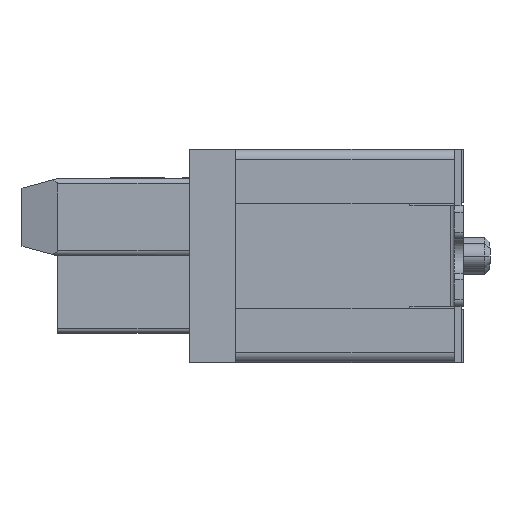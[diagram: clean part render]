
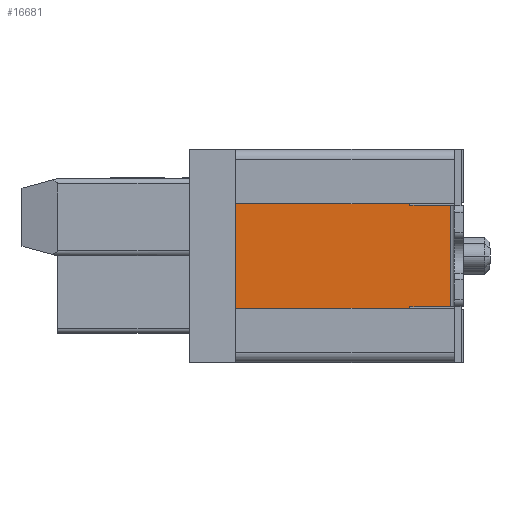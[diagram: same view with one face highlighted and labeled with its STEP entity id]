
A CAD part, left-side view. The second image highlights one B-rep face of the part: STEP entity #16681.
In plain terms, the highlighted planar face has unit normal (-1, 0, 0).
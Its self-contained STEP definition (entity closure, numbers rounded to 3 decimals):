
#731=DIRECTION('',(0.,-1.,0.));
#732=VECTOR('',#731,4.75);
#733=CARTESIAN_POINT('',(-7.15,6.2,-2.3));
#734=LINE('',#733,#732);
#819=DIRECTION('',(0.,0.,1.));
#820=VECTOR('',#819,0.875);
#821=CARTESIAN_POINT('',(-7.15,1.45,1.425));
#822=LINE('',#821,#820);
#823=DIRECTION('',(0.,1.,0.));
#824=VECTOR('',#823,1.15);
#825=CARTESIAN_POINT('',(-7.15,0.3,1.425));
#826=LINE('',#825,#824);
#827=DIRECTION('',(0.,-1.,0.));
#828=VECTOR('',#827,1.15);
#829=CARTESIAN_POINT('',(-7.15,1.45,-1.425));
#830=LINE('',#829,#828);
#831=DIRECTION('',(0.,0.,1.));
#832=VECTOR('',#831,0.875);
#833=CARTESIAN_POINT('',(-7.15,1.45,-2.3));
#834=LINE('',#833,#832);
#835=DIRECTION('',(0.,-1.,0.));
#836=VECTOR('',#835,0.15);
#837=CARTESIAN_POINT('',(-7.15,6.35,-2.3));
#838=LINE('',#837,#836);
#839=DIRECTION('',(0.,0.,-1.));
#840=VECTOR('',#839,4.6);
#841=CARTESIAN_POINT('',(-7.15,6.35,2.3));
#842=LINE('',#841,#840);
#843=DIRECTION('',(0.,1.,0.));
#844=VECTOR('',#843,0.15);
#845=CARTESIAN_POINT('',(-7.15,6.2,2.3));
#846=LINE('',#845,#844);
#851=DIRECTION('',(0.,1.,0.));
#852=VECTOR('',#851,4.75);
#853=CARTESIAN_POINT('',(-7.15,1.45,2.3));
#854=LINE('',#853,#852);
#871=DIRECTION('',(0.,0.,-1.));
#872=VECTOR('',#871,2.85);
#873=CARTESIAN_POINT('',(-7.15,0.3,1.425));
#874=LINE('',#873,#872);
#12165=CARTESIAN_POINT('',(-7.15,6.35,2.3));
#12167=VERTEX_POINT('',#12165);
#12179=CARTESIAN_POINT('',(-7.15,0.3,1.425));
#12180=CARTESIAN_POINT('',(-7.15,1.45,1.425));
#12181=VERTEX_POINT('',#12179);
#12182=VERTEX_POINT('',#12180);
#12215=CARTESIAN_POINT('',(-7.15,0.3,-1.425));
#12216=VERTEX_POINT('',#12215);
#12217=CARTESIAN_POINT('',(-7.15,1.45,-1.425));
#12218=VERTEX_POINT('',#12217);
#12219=CARTESIAN_POINT('',(-7.15,6.35,-2.3));
#12220=VERTEX_POINT('',#12219);
#15002=CARTESIAN_POINT('',(-7.15,6.2,2.3));
#15003=VERTEX_POINT('',#15002);
#15004=CARTESIAN_POINT('',(-7.15,1.45,2.3));
#15005=VERTEX_POINT('',#15004);
#15006=CARTESIAN_POINT('',(-7.15,6.2,-2.3));
#15007=VERTEX_POINT('',#15006);
#15008=CARTESIAN_POINT('',(-7.15,1.45,-2.3));
#15009=VERTEX_POINT('',#15008);
#16661=CARTESIAN_POINT('',(-7.15,3.325,0.));
#16662=DIRECTION('',(1.,0.,0.));
#16663=DIRECTION('',(0.,1.,0.));
#16664=AXIS2_PLACEMENT_3D('',#16661,#16662,#16663);
#16665=PLANE('',#16664);
#16667=ORIENTED_EDGE('',*,*,#16666,.F.);
#16668=ORIENTED_EDGE('',*,*,#16407,.F.);
#16669=ORIENTED_EDGE('',*,*,#16430,.F.);
#16671=ORIENTED_EDGE('',*,*,#16670,.T.);
#16672=ORIENTED_EDGE('',*,*,#16458,.F.);
#16673=ORIENTED_EDGE('',*,*,#16480,.F.);
#16674=ORIENTED_EDGE('',*,*,#16499,.F.);
#16675=ORIENTED_EDGE('',*,*,#16599,.F.);
#16677=ORIENTED_EDGE('',*,*,#16676,.F.);
#16678=ORIENTED_EDGE('',*,*,#16653,.F.);
#16679=EDGE_LOOP('',(#16667,#16668,#16669,#16671,#16672,#16673,#16674,#16675,
#16677,#16678));
#16680=FACE_OUTER_BOUND('',#16679,.F.);
#16681=ADVANCED_FACE('',(#16680),#16665,.F.);
#16407=EDGE_CURVE('',#12182,#15005,#822,.T.);
#16430=EDGE_CURVE('',#12181,#12182,#826,.T.);
#16458=EDGE_CURVE('',#12218,#12216,#830,.T.);
#16480=EDGE_CURVE('',#15009,#12218,#834,.T.);
#16499=EDGE_CURVE('',#15007,#15009,#734,.T.);
#16599=EDGE_CURVE('',#12220,#15007,#838,.T.);
#16653=EDGE_CURVE('',#15003,#12167,#846,.T.);
#16666=EDGE_CURVE('',#15005,#15003,#854,.T.);
#16670=EDGE_CURVE('',#12181,#12216,#874,.T.);
#16676=EDGE_CURVE('',#12167,#12220,#842,.T.);
